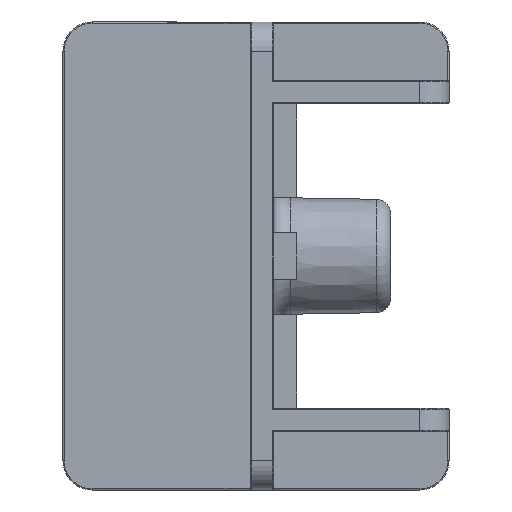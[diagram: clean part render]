
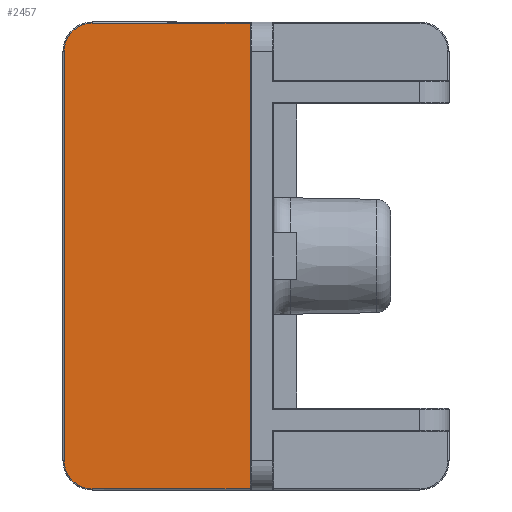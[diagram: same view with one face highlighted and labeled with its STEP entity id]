
A CAD part, left-side view. The second image highlights one B-rep face of the part: STEP entity #2457.
In plain terms, the highlighted planar face has unit normal (-1, 0, 0).
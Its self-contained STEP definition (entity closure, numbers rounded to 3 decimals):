
#1067 = DIRECTION ( 'NONE',  ( 0., 0., -1. ) ) ;
#2457 = ADVANCED_FACE ( 'NONE', ( #20375 ), #28139, .F. ) ;
#3689 = VERTEX_POINT ( 'NONE', #16327 ) ;
#4079 = VERTEX_POINT ( 'NONE', #23363 ) ;
#4159 = VERTEX_POINT ( 'NONE', #24096 ) ;
#4314 = DIRECTION ( 'NONE',  ( 0., 0., -1. ) ) ;
#5207 = DIRECTION ( 'NONE',  ( 0., -1., 0. ) ) ;
#5393 = LINE ( 'NONE', #16724, #13604 ) ;
#6083 = CARTESIAN_POINT ( 'NONE',  ( -32.5, 14., -17.5 ) ) ;
#6696 = ORIENTED_EDGE ( 'NONE', *, *, #21567, .T. ) ;
#7598 = AXIS2_PLACEMENT_3D ( 'NONE', #6083, #9078, #1067 ) ;
#7777 = LINE ( 'NONE', #30364, #22837 ) ;
#9078 = DIRECTION ( 'NONE',  ( -1., 0., 0. ) ) ;
#9405 = DIRECTION ( 'NONE',  ( -1., 0., 0. ) ) ;
#9682 = VERTEX_POINT ( 'NONE', #34516 ) ;
#10195 = EDGE_CURVE ( 'NONE', #30387, #3689, #23773, .T. ) ;
#10880 = EDGE_CURVE ( 'NONE', #3689, #4159, #7777, .T. ) ;
#13604 = VECTOR ( 'NONE', #24529, 1000. ) ;
#13681 = DIRECTION ( 'NONE',  ( 0., 1., 0. ) ) ;
#14657 = CIRCLE ( 'NONE', #16152, 2.4 ) ;
#15021 = CARTESIAN_POINT ( 'NONE',  ( -32.5, 0.5, -20. ) ) ;
#15535 = AXIS2_PLACEMENT_3D ( 'NONE', #25354, #25468, #17173 ) ;
#15679 = LINE ( 'NONE', #32722, #20403 ) ;
#16062 = EDGE_CURVE ( 'NONE', #9682, #30387, #5393, .T. ) ;
#16152 = AXIS2_PLACEMENT_3D ( 'NONE', #17713, #9405, #33775 ) ;
#16327 = CARTESIAN_POINT ( 'NONE',  ( -32.5, 14., -19.9 ) ) ;
#16724 = CARTESIAN_POINT ( 'NONE',  ( -32.5, 16.4, -20. ) ) ;
#17173 = DIRECTION ( 'NONE',  ( 0., 0., -1. ) ) ;
#17706 = ORIENTED_EDGE ( 'NONE', *, *, #10880, .T. ) ;
#17713 = CARTESIAN_POINT ( 'NONE',  ( -32.5, 14., 17.5 ) ) ;
#20375 = FACE_OUTER_BOUND ( 'NONE', #30350, .T. ) ;
#20403 = VECTOR ( 'NONE', #13681, 1000. ) ;
#21567 = EDGE_CURVE ( 'NONE', #21644, #4079, #15679, .T. ) ;
#21644 = VERTEX_POINT ( 'NONE', #33087 ) ;
#22837 = VECTOR ( 'NONE', #5207, 1000. ) ;
#23363 = CARTESIAN_POINT ( 'NONE',  ( -32.5, 14., 19.9 ) ) ;
#23377 = ORIENTED_EDGE ( 'NONE', *, *, #28275, .F. ) ;
#23773 = CIRCLE ( 'NONE', #7598, 2.4 ) ;
#24096 = CARTESIAN_POINT ( 'NONE',  ( -32.5, 0.5, -19.9 ) ) ;
#24529 = DIRECTION ( 'NONE',  ( 0., 0., -1. ) ) ;
#25354 = CARTESIAN_POINT ( 'NONE',  ( -32.5, 0.5, -20. ) ) ;
#25468 = DIRECTION ( 'NONE',  ( 1., 0., 0. ) ) ;
#28139 = PLANE ( 'NONE',  #15535 ) ;
#28275 = EDGE_CURVE ( 'NONE', #21644, #4159, #34278, .T. ) ;
#30350 = EDGE_LOOP ( 'NONE', ( #34207, #17706, #23377, #6696, #31589, #33932 ) ) ;
#30364 = CARTESIAN_POINT ( 'NONE',  ( -32.5, 0.5, -19.9 ) ) ;
#30387 = VERTEX_POINT ( 'NONE', #34720 ) ;
#31589 = ORIENTED_EDGE ( 'NONE', *, *, #32417, .T. ) ;
#32417 = EDGE_CURVE ( 'NONE', #4079, #9682, #14657, .T. ) ;
#32722 = CARTESIAN_POINT ( 'NONE',  ( -32.5, 0.5, 19.9 ) ) ;
#33087 = CARTESIAN_POINT ( 'NONE',  ( -32.5, 0.5, 19.9 ) ) ;
#33433 = VECTOR ( 'NONE', #4314, 1000. ) ;
#33775 = DIRECTION ( 'NONE',  ( 0., 0., -1. ) ) ;
#33932 = ORIENTED_EDGE ( 'NONE', *, *, #16062, .T. ) ;
#34207 = ORIENTED_EDGE ( 'NONE', *, *, #10195, .T. ) ;
#34278 = LINE ( 'NONE', #15021, #33433 ) ;
#34516 = CARTESIAN_POINT ( 'NONE',  ( -32.5, 16.4, 17.5 ) ) ;
#34720 = CARTESIAN_POINT ( 'NONE',  ( -32.5, 16.4, -17.5 ) ) ;
